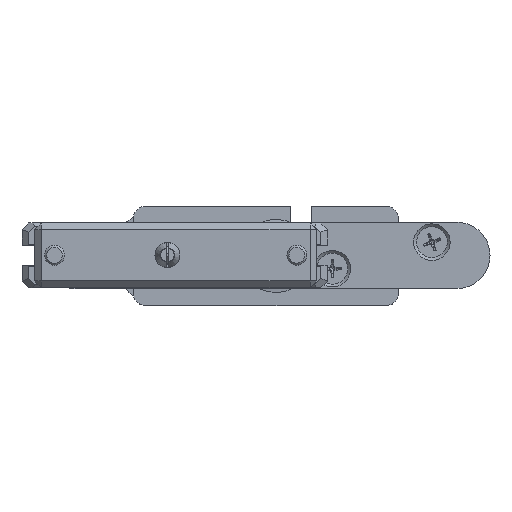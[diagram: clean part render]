
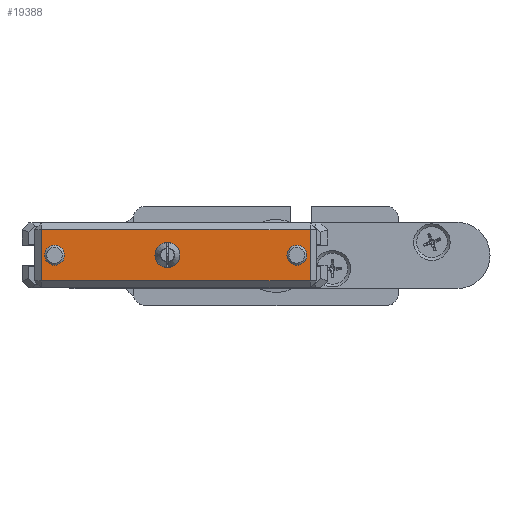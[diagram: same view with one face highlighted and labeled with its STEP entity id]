
A CAD part, top view. The second image highlights one B-rep face of the part: STEP entity #19388.
In plain terms, the highlighted face is planar.
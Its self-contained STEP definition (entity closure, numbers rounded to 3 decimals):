
#2435=FACE_BOUND('',#5468,.T.);
#2436=FACE_BOUND('',#5469,.T.);
#2437=FACE_BOUND('',#5470,.T.);
#2651=CIRCLE('',#21375,3.);
#2655=CIRCLE('',#21382,3.);
#2659=CIRCLE('',#21389,3.);
#4355=FACE_OUTER_BOUND('',#5467,.T.);
#5467=EDGE_LOOP('',(#17016,#17017,#17018,#17019));
#5468=EDGE_LOOP('',(#17020));
#5469=EDGE_LOOP('',(#17021));
#5470=EDGE_LOOP('',(#17022));
#5962=LINE('',#42209,#6575);
#5976=LINE('',#42238,#6589);
#5979=LINE('',#42242,#6592);
#5985=LINE('',#42251,#6598);
#6575=VECTOR('',#24814,10.);
#6589=VECTOR('',#24840,10.);
#6592=VECTOR('',#24845,10.);
#6598=VECTOR('',#24857,10.);
#8552=VERTEX_POINT('',#42114);
#8560=VERTEX_POINT('',#42136);
#8568=VERTEX_POINT('',#42158);
#8577=VERTEX_POINT('',#42185);
#8581=VERTEX_POINT('',#42201);
#8587=VERTEX_POINT('',#42224);
#8592=VERTEX_POINT('',#42234);
#11393=EDGE_CURVE('',#8552,#8552,#2651,.T.);
#11403=EDGE_CURVE('',#8560,#8560,#2655,.T.);
#11414=EDGE_CURVE('',#8568,#8568,#2659,.T.);
#11439=EDGE_CURVE('',#8581,#8577,#5962,.T.);
#11453=EDGE_CURVE('',#8587,#8592,#5976,.T.);
#11456=EDGE_CURVE('',#8592,#8581,#5979,.T.);
#11462=EDGE_CURVE('',#8577,#8587,#5985,.T.);
#17016=ORIENTED_EDGE('',*,*,#11453,.F.);
#17017=ORIENTED_EDGE('',*,*,#11462,.F.);
#17018=ORIENTED_EDGE('',*,*,#11439,.F.);
#17019=ORIENTED_EDGE('',*,*,#11456,.F.);
#17020=ORIENTED_EDGE('',*,*,#11393,.T.);
#17021=ORIENTED_EDGE('',*,*,#11403,.T.);
#17022=ORIENTED_EDGE('',*,*,#11414,.T.);
#18405=PLANE('',#21416);
#19388=ADVANCED_FACE('',(#4355,#2435,#2436,#2437),#18405,.T.);
#21375=AXIS2_PLACEMENT_3D('',#42116,#24727,#24728);
#21382=AXIS2_PLACEMENT_3D('',#42137,#24747,#24748);
#21389=AXIS2_PLACEMENT_3D('',#42159,#24768,#24769);
#21416=AXIS2_PLACEMENT_3D('',#42269,#24878,#24879);
#24727=DIRECTION('center_axis',(0.,0.,1.));
#24728=DIRECTION('ref_axis',(1.,0.,0.));
#24747=DIRECTION('center_axis',(0.,0.,1.));
#24748=DIRECTION('ref_axis',(1.,0.,0.));
#24768=DIRECTION('center_axis',(0.,0.,1.));
#24769=DIRECTION('ref_axis',(1.,0.,0.));
#24814=DIRECTION('',(0.,1.,0.));
#24840=DIRECTION('',(0.,-1.,0.));
#24845=DIRECTION('',(1.,0.,0.));
#24857=DIRECTION('',(-1.,0.,0.));
#24878=DIRECTION('center_axis',(0.,0.,-1.));
#24879=DIRECTION('ref_axis',(-1.,0.,0.));
#42114=CARTESIAN_POINT('',(-3.,-2.5,0.));
#42116=CARTESIAN_POINT('Origin',(0.,-2.5,0.));
#42136=CARTESIAN_POINT('',(-3.,-36.5,0.));
#42137=CARTESIAN_POINT('Origin',(0.,-36.5,0.));
#42158=CARTESIAN_POINT('',(-3.,36.5,0.));
#42159=CARTESIAN_POINT('Origin',(0.,36.5,0.));
#42185=CARTESIAN_POINT('',(7.75,40.5,0.));
#42201=CARTESIAN_POINT('',(7.75,-40.5,0.));
#42209=CARTESIAN_POINT('',(7.75,0.,0.));
#42224=CARTESIAN_POINT('',(-7.75,40.5,0.));
#42234=CARTESIAN_POINT('',(-7.75,-40.5,0.));
#42238=CARTESIAN_POINT('',(-7.75,0.,0.));
#42242=CARTESIAN_POINT('',(0.,-40.5,0.));
#42251=CARTESIAN_POINT('',(0.,40.5,0.));
#42269=CARTESIAN_POINT('Origin',(0.,0.,0.));
